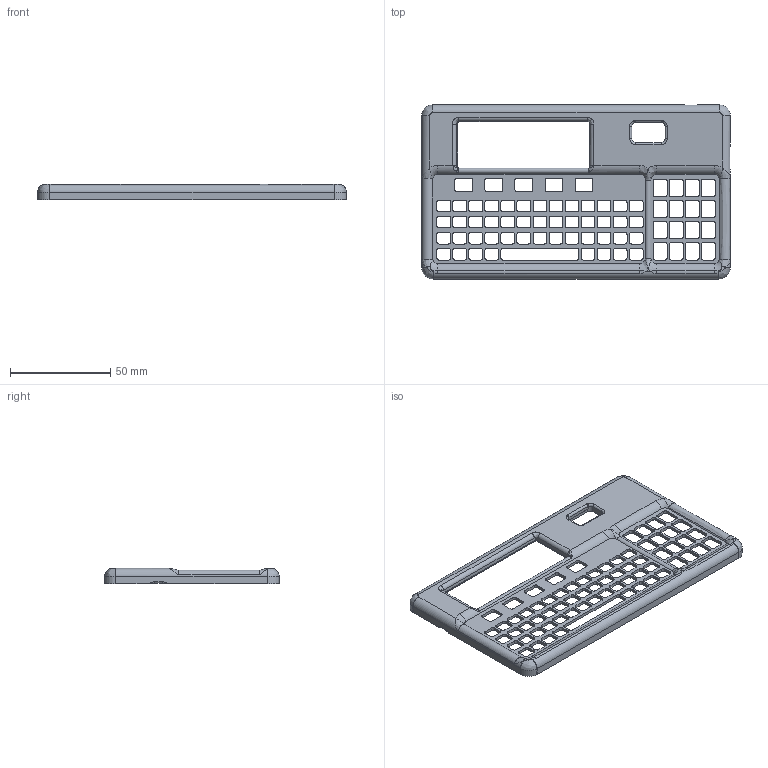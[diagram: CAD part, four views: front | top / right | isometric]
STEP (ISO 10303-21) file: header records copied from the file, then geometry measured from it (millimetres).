
FILE_DESCRIPTION(/* description */ (''),/* implementation_level */ '2;1');
FILE_NAME(/* name */ 'Tinabel''s-Supercon-2025-Badge-Enclosure-Basic-Front-1.0.step',/* time_stamp */ '2025-10-30T05:46:37+01:00',/* author */ (''),/* organization */ (''),/* preprocessor_version */ 'ST-DEVELOPER v20.1',/* originating_system */ 'Autodesk Translation Framework v14.17.0.0',/* authorisation */ '');
FILE_SCHEMA (('AUTOMOTIVE_DESIGN { 1 0 10303 214 3 1 1 }'));
Length unit declared in the file: millimetre
Products named in the file (1): Tina's Communicator Enclosure
Bounding box: 154 x 87 x 7.61 mm (x, y, z)
Volume: 28014.1 mm3; surface area: 26399.2 mm2
Topology: 1 solids, 4 shells, 992 faces, 2858 edges, 1864 vertices
Faces by surface type: plane 471, cylinder 392, bspline 88, torus 25, cone 16
Entity records: 36157 total; most frequent: CARTESIAN_POINT 10005, ORIENTED_EDGE 5692, DIRECTION 5179, EDGE_CURVE 2846, VERTEX_POINT 1864, AXIS2_PLACEMENT_3D 1747, LINE 1685, VECTOR 1685
